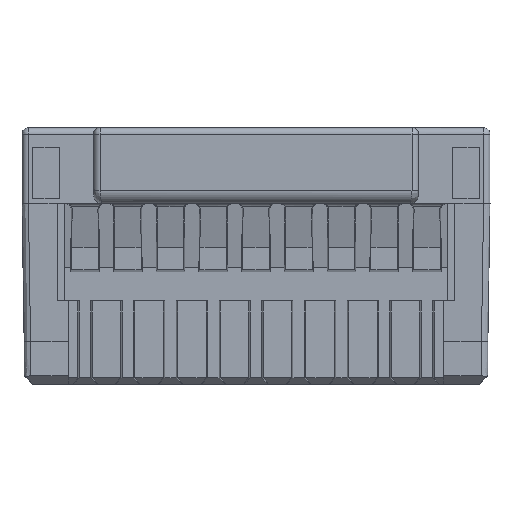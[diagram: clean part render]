
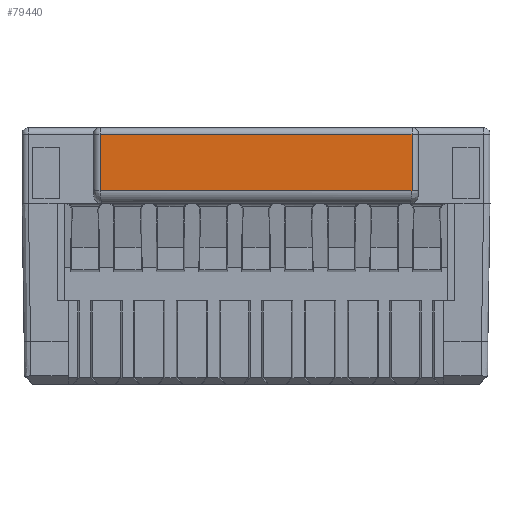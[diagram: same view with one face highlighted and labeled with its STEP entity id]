
A CAD part, left-side view. The second image highlights one B-rep face of the part: STEP entity #79440.
In plain terms, the highlighted planar face has unit normal (-1, 0, 0).
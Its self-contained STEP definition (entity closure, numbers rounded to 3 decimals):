
#44770=CARTESIAN_POINT('',(-37.133,-9.615,
130.915));
#44780=VERTEX_POINT('',#44770);
#48240=CARTESIAN_POINT('',(-37.133,-2.315,
130.915));
#48250=VERTEX_POINT('',#48240);
#49470=CARTESIAN_POINT('',(-37.133,-9.615,
127.709));
#49480=DIRECTION('',(0.,0.,1.));
#49490=VECTOR('',#49480,1.);
#49500=LINE('',#49470,#49490);
#49510=CARTESIAN_POINT('',(-37.133,-9.615,
129.595));
#49520=VERTEX_POINT('',#49510);
#49530=EDGE_CURVE('',#49520,#44780,#49500,.T.);
#61760=CARTESIAN_POINT('',(-37.133,-2.315,
129.595));
#61770=VERTEX_POINT('',#61760);
#79180=CARTESIAN_POINT('',(-37.133,-5.965,
126.772));
#79190=DIRECTION('',(1.,0.,0.));
#79200=DIRECTION('',(0.,1.,0.));
#79210=AXIS2_PLACEMENT_3D('',#79180,#79190,#79200);
#79220=PLANE('',#79210);
#79230=ORIENTED_EDGE('',*,*,#49530,.T.);
#79240=CARTESIAN_POINT('',(-37.133,-1.809,
129.595));
#79250=DIRECTION('',(0.,1.,0.));
#79260=VECTOR('',#79250,1.);
#79270=LINE('',#79240,#79260);
#79280=EDGE_CURVE('',#49520,#61770,#79270,.T.);
#79290=ORIENTED_EDGE('',*,*,#79280,.F.);
#79300=CARTESIAN_POINT('',(-37.133,-2.315,
127.709));
#79310=DIRECTION('',(0.,0.,1.));
#79320=VECTOR('',#79310,1.);
#79330=LINE('',#79300,#79320);
#79340=EDGE_CURVE('',#61770,#48250,#79330,.T.);
#79350=ORIENTED_EDGE('',*,*,#79340,.F.);
#79360=CARTESIAN_POINT('',(-37.133,-1.809,
130.915));
#79370=DIRECTION('',(0.,-1.,0.));
#79380=VECTOR('',#79370,1.);
#79390=LINE('',#79360,#79380);
#79400=EDGE_CURVE('',#48250,#44780,#79390,.T.);
#79410=ORIENTED_EDGE('',*,*,#79400,.F.);
#79420=EDGE_LOOP('',(#79410,#79350,#79290,#79230));
#79430=FACE_OUTER_BOUND('',#79420,.T.);
#79440=ADVANCED_FACE('',(#79430),#79220,.F.);
